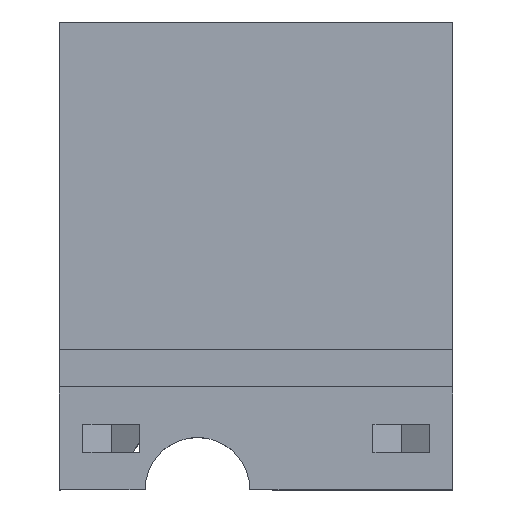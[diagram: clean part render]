
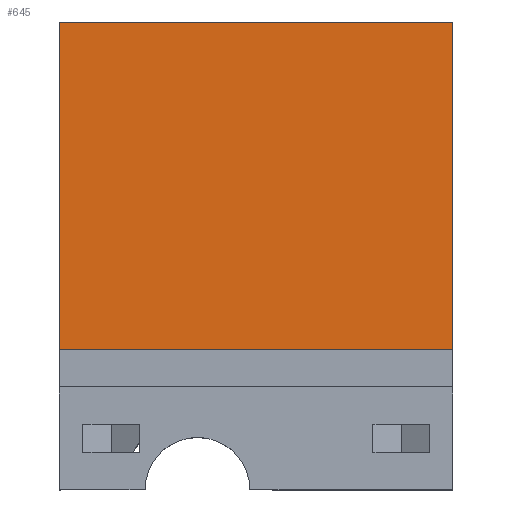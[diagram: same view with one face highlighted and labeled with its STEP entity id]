
A CAD part, top view. The second image highlights one B-rep face of the part: STEP entity #645.
In plain terms, the highlighted planar face has unit normal (0, 0, 1).
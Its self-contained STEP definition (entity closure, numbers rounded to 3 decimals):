
#55 = PLANE('',#56);
#56 = AXIS2_PLACEMENT_3D('',#57,#58,#59);
#57 = CARTESIAN_POINT('',(0.,15.,8.));
#58 = DIRECTION('',(0.,1.,0.));
#59 = DIRECTION('',(1.,0.,0.));
#153 = VERTEX_POINT('',#154);
#154 = CARTESIAN_POINT('',(0.,15.,8.));
#177 = VERTEX_POINT('',#178);
#178 = CARTESIAN_POINT('',(42.,15.,8.));
#199 = EDGE_CURVE('',#153,#177,#200,.T.);
#200 = SURFACE_CURVE('',#201,(#205,#212),.PCURVE_S1.);
#201 = LINE('',#202,#203);
#202 = CARTESIAN_POINT('',(0.,15.,8.));
#203 = VECTOR('',#204,1.);
#204 = DIRECTION('',(1.,0.,0.));
#205 = PCURVE('',#55,#206);
#206 = DEFINITIONAL_REPRESENTATION('',(#207),#211);
#207 = LINE('',#208,#209);
#208 = CARTESIAN_POINT('',(0.,0.));
#209 = VECTOR('',#210,1.);
#210 = DIRECTION('',(1.,0.));
#211 = ( GEOMETRIC_REPRESENTATION_CONTEXT(2) 
PARAMETRIC_REPRESENTATION_CONTEXT() REPRESENTATION_CONTEXT('2D SPACE',''
  ) );
#212 = PCURVE('',#213,#218);
#213 = PLANE('',#214);
#214 = AXIS2_PLACEMENT_3D('',#215,#216,#217);
#215 = CARTESIAN_POINT('',(20.35,0.,8.));
#216 = DIRECTION('',(0.,0.,-1.));
#217 = DIRECTION('',(-1.,0.,0.));
#218 = DEFINITIONAL_REPRESENTATION('',(#219),#223);
#219 = LINE('',#220,#221);
#220 = CARTESIAN_POINT('',(20.35,15.));
#221 = VECTOR('',#222,1.);
#222 = DIRECTION('',(-1.,0.));
#223 = ( GEOMETRIC_REPRESENTATION_CONTEXT(2) 
PARAMETRIC_REPRESENTATION_CONTEXT() REPRESENTATION_CONTEXT('2D SPACE',''
  ) );
#426 = PLANE('',#427);
#427 = AXIS2_PLACEMENT_3D('',#428,#429,#430);
#428 = CARTESIAN_POINT('',(42.,50.,0.));
#429 = DIRECTION('',(1.,0.,0.));
#430 = DIRECTION('',(0.,-1.,0.));
#634 = PLANE('',#635);
#635 = AXIS2_PLACEMENT_3D('',#636,#637,#638);
#636 = CARTESIAN_POINT('',(0.,0.,0.));
#637 = DIRECTION('',(-1.,0.,0.));
#638 = DIRECTION('',(0.,1.,0.));
#645 = ADVANCED_FACE('',(#646),#213,.F.);
#646 = FACE_BOUND('',#647,.F.);
#647 = EDGE_LOOP('',(#648,#671,#672,#695));
#648 = ORIENTED_EDGE('',*,*,#649,.T.);
#649 = EDGE_CURVE('',#650,#177,#652,.T.);
#650 = VERTEX_POINT('',#651);
#651 = CARTESIAN_POINT('',(42.,50.,8.));
#652 = SURFACE_CURVE('',#653,(#657,#664),.PCURVE_S1.);
#653 = LINE('',#654,#655);
#654 = CARTESIAN_POINT('',(42.,50.,8.));
#655 = VECTOR('',#656,1.);
#656 = DIRECTION('',(0.,-1.,0.));
#657 = PCURVE('',#213,#658);
#658 = DEFINITIONAL_REPRESENTATION('',(#659),#663);
#659 = LINE('',#660,#661);
#660 = CARTESIAN_POINT('',(-21.65,50.));
#661 = VECTOR('',#662,1.);
#662 = DIRECTION('',(0.,-1.));
#663 = ( GEOMETRIC_REPRESENTATION_CONTEXT(2) 
PARAMETRIC_REPRESENTATION_CONTEXT() REPRESENTATION_CONTEXT('2D SPACE',''
  ) );
#664 = PCURVE('',#426,#665);
#665 = DEFINITIONAL_REPRESENTATION('',(#666),#670);
#666 = LINE('',#667,#668);
#667 = CARTESIAN_POINT('',(0.,-8.));
#668 = VECTOR('',#669,1.);
#669 = DIRECTION('',(1.,0.));
#670 = ( GEOMETRIC_REPRESENTATION_CONTEXT(2) 
PARAMETRIC_REPRESENTATION_CONTEXT() REPRESENTATION_CONTEXT('2D SPACE',''
  ) );
#671 = ORIENTED_EDGE('',*,*,#199,.F.);
#672 = ORIENTED_EDGE('',*,*,#673,.T.);
#673 = EDGE_CURVE('',#153,#674,#676,.T.);
#674 = VERTEX_POINT('',#675);
#675 = CARTESIAN_POINT('',(0.,50.,8.));
#676 = SURFACE_CURVE('',#677,(#681,#688),.PCURVE_S1.);
#677 = LINE('',#678,#679);
#678 = CARTESIAN_POINT('',(0.,0.,8.));
#679 = VECTOR('',#680,1.);
#680 = DIRECTION('',(0.,1.,0.));
#681 = PCURVE('',#213,#682);
#682 = DEFINITIONAL_REPRESENTATION('',(#683),#687);
#683 = LINE('',#684,#685);
#684 = CARTESIAN_POINT('',(20.35,0.));
#685 = VECTOR('',#686,1.);
#686 = DIRECTION('',(0.,1.));
#687 = ( GEOMETRIC_REPRESENTATION_CONTEXT(2) 
PARAMETRIC_REPRESENTATION_CONTEXT() REPRESENTATION_CONTEXT('2D SPACE',''
  ) );
#688 = PCURVE('',#634,#689);
#689 = DEFINITIONAL_REPRESENTATION('',(#690),#694);
#690 = LINE('',#691,#692);
#691 = CARTESIAN_POINT('',(0.,-8.));
#692 = VECTOR('',#693,1.);
#693 = DIRECTION('',(1.,0.));
#694 = ( GEOMETRIC_REPRESENTATION_CONTEXT(2) 
PARAMETRIC_REPRESENTATION_CONTEXT() REPRESENTATION_CONTEXT('2D SPACE',''
  ) );
#695 = ORIENTED_EDGE('',*,*,#696,.T.);
#696 = EDGE_CURVE('',#674,#650,#697,.T.);
#697 = SURFACE_CURVE('',#698,(#702,#709),.PCURVE_S1.);
#698 = LINE('',#699,#700);
#699 = CARTESIAN_POINT('',(0.,50.,8.));
#700 = VECTOR('',#701,1.);
#701 = DIRECTION('',(1.,0.,0.));
#702 = PCURVE('',#213,#703);
#703 = DEFINITIONAL_REPRESENTATION('',(#704),#708);
#704 = LINE('',#705,#706);
#705 = CARTESIAN_POINT('',(20.35,50.));
#706 = VECTOR('',#707,1.);
#707 = DIRECTION('',(-1.,0.));
#708 = ( GEOMETRIC_REPRESENTATION_CONTEXT(2) 
PARAMETRIC_REPRESENTATION_CONTEXT() REPRESENTATION_CONTEXT('2D SPACE',''
  ) );
#709 = PCURVE('',#710,#715);
#710 = PLANE('',#711);
#711 = AXIS2_PLACEMENT_3D('',#712,#713,#714);
#712 = CARTESIAN_POINT('',(0.,50.,0.));
#713 = DIRECTION('',(0.,1.,0.));
#714 = DIRECTION('',(1.,0.,0.));
#715 = DEFINITIONAL_REPRESENTATION('',(#716),#720);
#716 = LINE('',#717,#718);
#717 = CARTESIAN_POINT('',(0.,-8.));
#718 = VECTOR('',#719,1.);
#719 = DIRECTION('',(1.,0.));
#720 = ( GEOMETRIC_REPRESENTATION_CONTEXT(2) 
PARAMETRIC_REPRESENTATION_CONTEXT() REPRESENTATION_CONTEXT('2D SPACE',''
  ) );
